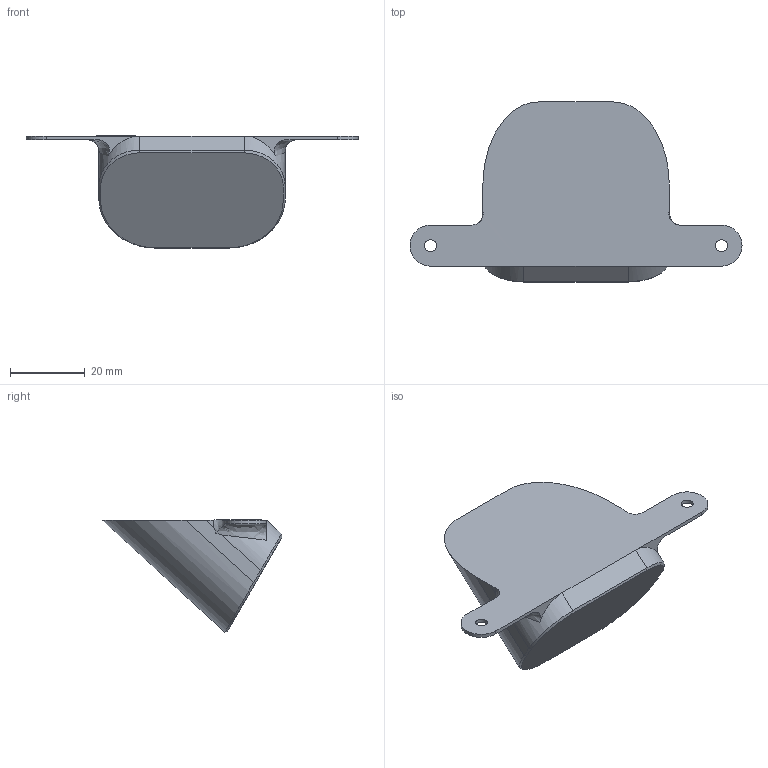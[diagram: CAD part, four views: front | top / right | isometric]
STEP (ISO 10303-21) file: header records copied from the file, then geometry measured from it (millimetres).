
FILE_DESCRIPTION(/* description */ (''),/* implementation_level */ '2;1');
FILE_NAME(/* name */ 'Stand.step',/* time_stamp */ '2023-12-18T21:36:56-08:00',/* author */ (''),/* organization */ (''),/* preprocessor_version */ 'ST-DEVELOPER v20',/* originating_system */ 'Autodesk Translation Framework v12.14.0.127',/* authorisation */ '');
FILE_SCHEMA (('AUTOMOTIVE_DESIGN { 1 0 10303 214 3 1 1 }'));
Length unit declared in the file: millimetre
Products named in the file (1): Stand
Bounding box: 89 x 48.25 x 30.03 mm (x, y, z)
Volume: 34039.4 mm3; surface area: 7663.7 mm2
Topology: 1 solids, 1 shells, 38 faces, 102 edges, 66 vertices
Faces by surface type: plane 16, bspline 12, cylinder 10
Full cylindrical faces by diameter (mm): 3.2 x2
Entity records: 1593 total; most frequent: CARTESIAN_POINT 679, ORIENTED_EDGE 204, DIRECTION 146, EDGE_CURVE 102, VERTEX_POINT 66, AXIS2_PLACEMENT_3D 49, LINE 48, VECTOR 48
